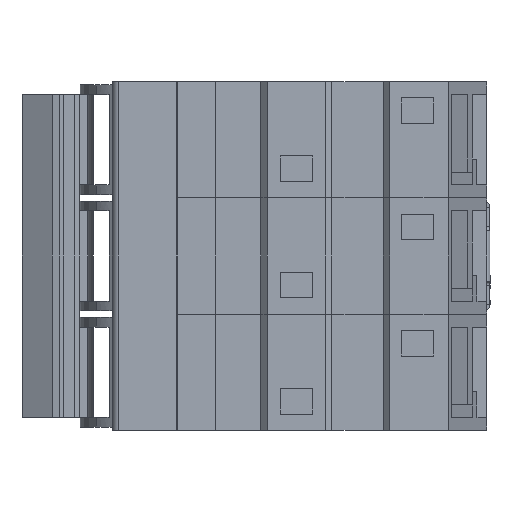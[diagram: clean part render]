
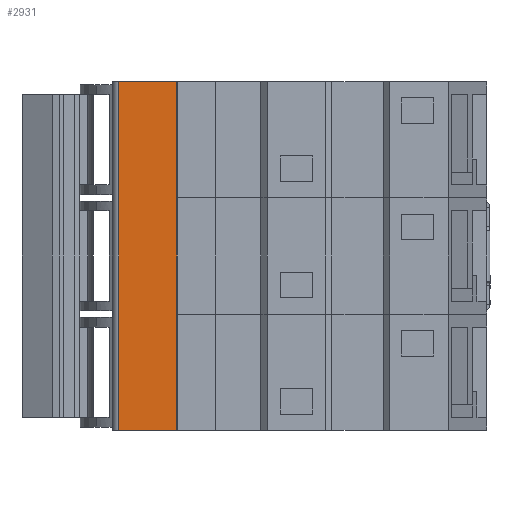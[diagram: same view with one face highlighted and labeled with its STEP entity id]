
A CAD part, front view. The second image highlights one B-rep face of the part: STEP entity #2931.
In plain terms, the highlighted planar face has unit normal (0, -1, 0).
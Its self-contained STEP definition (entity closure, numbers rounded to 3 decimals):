
#920 = CARTESIAN_POINT ( 'NONE',  ( 10., 0., 54. ) ) ;
#1007 = AXIS2_PLACEMENT_3D ( 'NONE', #11949, #4060, #5139 ) ;
#1221 = VECTOR ( 'NONE', #3281, 1000. ) ;
#1246 = FACE_OUTER_BOUND ( 'NONE', #7366, .T. ) ;
#1545 = CARTESIAN_POINT ( 'NONE',  ( 0., 0., 54. ) ) ;
#1583 = VERTEX_POINT ( 'NONE', #6632 ) ;
#1913 = CARTESIAN_POINT ( 'NONE',  ( 1., 0., 54. ) ) ;
#2046 = VECTOR ( 'NONE', #4721, 1000. ) ;
#2081 = PLANE ( 'NONE',  #1007 ) ;
#2325 = VERTEX_POINT ( 'NONE', #12613 ) ;
#2490 = CARTESIAN_POINT ( 'NONE',  ( 10., 0., 54. ) ) ;
#2494 = LINE ( 'NONE', #1913, #2046 ) ;
#2931 = ADVANCED_FACE ( 'NONE', ( #1246 ), #2081, .F. ) ;
#3281 = DIRECTION ( 'NONE',  ( 1., 0., 0. ) ) ;
#4060 = DIRECTION ( 'NONE',  ( 0., 1., 0. ) ) ;
#4656 = VERTEX_POINT ( 'NONE', #920 ) ;
#4721 = DIRECTION ( 'NONE',  ( 0., 0., -1. ) ) ;
#5139 = DIRECTION ( 'NONE',  ( 1., 0., 0. ) ) ;
#5727 = DIRECTION ( 'NONE',  ( 0., 0., -1. ) ) ;
#6632 = CARTESIAN_POINT ( 'NONE',  ( 1., 0., 0. ) ) ;
#6857 = ORIENTED_EDGE ( 'NONE', *, *, #12590, .F. ) ;
#6891 = EDGE_CURVE ( 'NONE', #1583, #7389, #7128, .T. ) ;
#7128 = LINE ( 'NONE', #9310, #1221 ) ;
#7366 = EDGE_LOOP ( 'NONE', ( #12115, #10978, #8938, #6857 ) ) ;
#7389 = VERTEX_POINT ( 'NONE', #11344 ) ;
#7436 = DIRECTION ( 'NONE',  ( 1., 0., 0. ) ) ;
#8464 = EDGE_CURVE ( 'NONE', #2325, #1583, #2494, .T. ) ;
#8938 = ORIENTED_EDGE ( 'NONE', *, *, #6891, .T. ) ;
#9154 = EDGE_CURVE ( 'NONE', #2325, #4656, #10314, .T. ) ;
#9310 = CARTESIAN_POINT ( 'NONE',  ( 0., 0., 0. ) ) ;
#10227 = VECTOR ( 'NONE', #7436, 1000. ) ;
#10236 = LINE ( 'NONE', #2490, #12547 ) ;
#10314 = LINE ( 'NONE', #1545, #10227 ) ;
#10978 = ORIENTED_EDGE ( 'NONE', *, *, #8464, .T. ) ;
#11344 = CARTESIAN_POINT ( 'NONE',  ( 10., 0., 0. ) ) ;
#11949 = CARTESIAN_POINT ( 'NONE',  ( 0., 0., 54. ) ) ;
#12115 = ORIENTED_EDGE ( 'NONE', *, *, #9154, .F. ) ;
#12547 = VECTOR ( 'NONE', #5727, 1000. ) ;
#12590 = EDGE_CURVE ( 'NONE', #4656, #7389, #10236, .T. ) ;
#12613 = CARTESIAN_POINT ( 'NONE',  ( 1., 0., 54. ) ) ;
